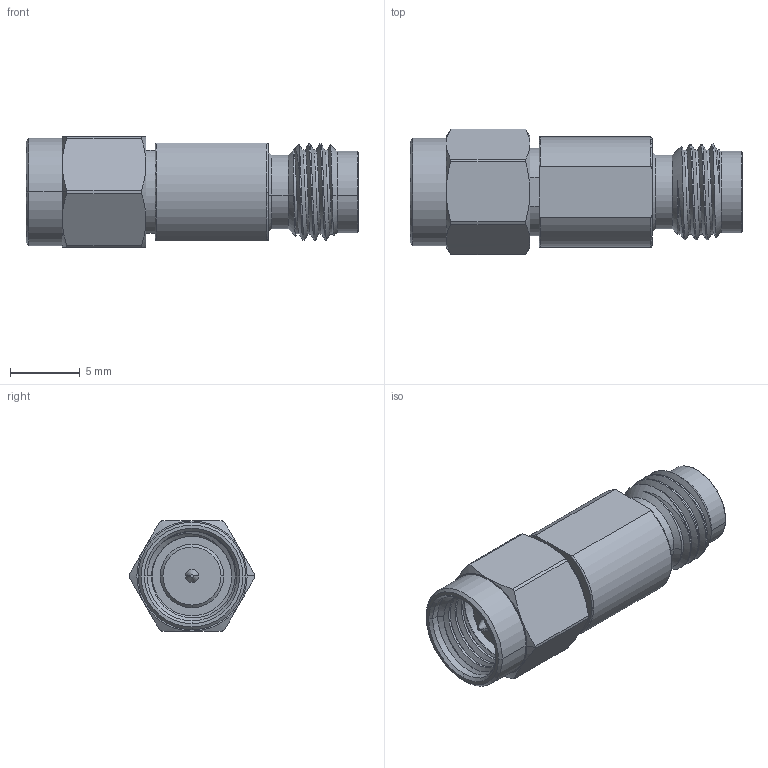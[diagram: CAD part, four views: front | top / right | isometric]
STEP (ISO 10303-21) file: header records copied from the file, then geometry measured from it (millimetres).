
FILE_DESCRIPTION (( 'STEP AP214' ), '1' );
FILE_NAME ('FMAD1623_3D.step', '2023-03-15T14:53:34', ( '' ), ( '' ), 'SwSTEP 2.0', 'SolidWorks 2022', '' );
FILE_SCHEMA (( 'AUTOMOTIVE_DESIGN' ));
Length unit declared in the file: millimetre
Products named in the file (4): 2.4 mm JACK^FMAD1623; FMAD1623_3D; ADS-185-3-185-8-10^FMAD1623; 2.92 mm PLUG^FMAD1623
Assembly tree (3 placements, depth 2):
  FMAD1623_3D
    2.92 mm PLUG^FMAD1623
    ADS-185-3-185-8-10^FMAD1623
    2.4 mm JACK^FMAD1623
Bounding box: 23.8 x 9 x 7.9 mm (x, y, z)
Volume: 856.3 mm3; surface area: 1323.6 mm2
Topology: 3 solids, 3 shells, 148 faces, 360 edges, 224 vertices
Faces by surface type: cylinder 57, cone 47, plane 28, torus 10, bspline 6
Entity records: 6407 total; most frequent: CARTESIAN_POINT 2880, DIRECTION 722, ORIENTED_EDGE 720, EDGE_CURVE 360, AXIS2_PLACEMENT_3D 302, VERTEX_POINT 224, EDGE_LOOP 158, CIRCLE 154
